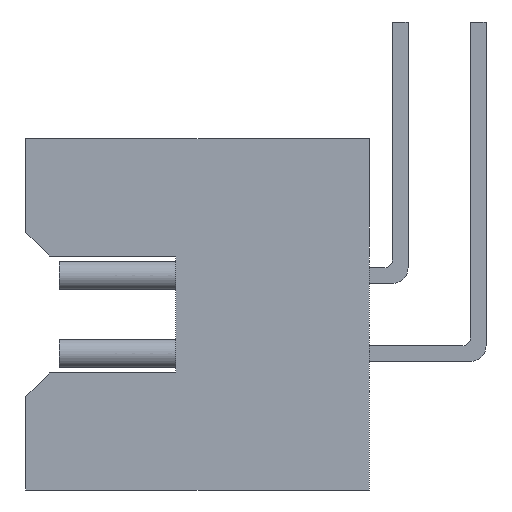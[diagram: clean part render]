
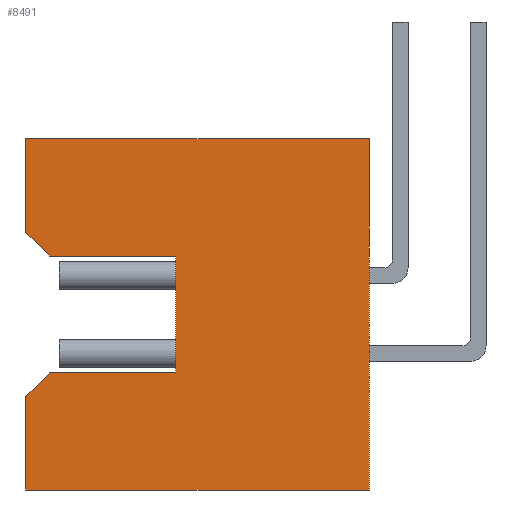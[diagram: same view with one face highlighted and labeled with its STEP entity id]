
A CAD part, left-side view. The second image highlights one B-rep face of the part: STEP entity #8491.
In plain terms, the highlighted planar face has unit normal (-1, 0, 0).
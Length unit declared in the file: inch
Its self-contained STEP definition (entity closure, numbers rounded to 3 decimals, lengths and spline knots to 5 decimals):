
#2523=ORIENTED_EDGE('',*,*,#3777,.T.);
#2524=ORIENTED_EDGE('',*,*,#3753,.T.);
#2525=ORIENTED_EDGE('',*,*,#3778,.F.);
#2526=ORIENTED_EDGE('',*,*,#3751,.F.);
#2527=ORIENTED_EDGE('',*,*,#3779,.T.);
#2528=ORIENTED_EDGE('',*,*,#3764,.F.);
#2529=ORIENTED_EDGE('',*,*,#3780,.T.);
#2530=ORIENTED_EDGE('',*,*,#3781,.T.);
#2531=ORIENTED_EDGE('',*,*,#3782,.F.);
#2532=ORIENTED_EDGE('',*,*,#3774,.F.);
#3751=EDGE_CURVE('',#4580,#4581,#5457,.T.);
#3753=EDGE_CURVE('',#4582,#4583,#5459,.T.);
#3764=EDGE_CURVE('',#4593,#4594,#5470,.T.);
#3774=EDGE_CURVE('',#4603,#4604,#5480,.T.);
#3777=EDGE_CURVE('',#4603,#4582,#5483,.T.);
#3778=EDGE_CURVE('',#4581,#4583,#5484,.T.);
#3779=EDGE_CURVE('',#4580,#4594,#5485,.T.);
#3780=EDGE_CURVE('',#4593,#4606,#5486,.T.);
#3781=EDGE_CURVE('',#4606,#4607,#5487,.T.);
#3782=EDGE_CURVE('',#4604,#4607,#5488,.T.);
#4580=VERTEX_POINT('',#13877);
#4581=VERTEX_POINT('',#13879);
#4582=VERTEX_POINT('',#13883);
#4583=VERTEX_POINT('',#13884);
#4593=VERTEX_POINT('',#13905);
#4594=VERTEX_POINT('',#13907);
#4603=VERTEX_POINT('',#13926);
#4604=VERTEX_POINT('',#13928);
#4606=VERTEX_POINT('',#13937);
#4607=VERTEX_POINT('',#13939);
#5457=LINE('',#13878,#6370);
#5459=LINE('',#13882,#6372);
#5470=LINE('',#13906,#6383);
#5480=LINE('',#13927,#6393);
#5483=LINE('',#13933,#6396);
#5484=LINE('',#13934,#6397);
#5485=LINE('',#13935,#6398);
#5486=LINE('',#13936,#6399);
#5487=LINE('',#13938,#6400);
#5488=LINE('',#13940,#6401);
#6370=VECTOR('',#11469,39.37008);
#6372=VECTOR('',#11473,39.37008);
#6383=VECTOR('',#11486,39.37008);
#6393=VECTOR('',#11498,39.37008);
#6396=VECTOR('',#11503,39.37008);
#6397=VECTOR('',#11504,39.37008);
#6398=VECTOR('',#11505,39.37008);
#6399=VECTOR('',#11506,39.37008);
#6400=VECTOR('',#11507,39.37008);
#6401=VECTOR('',#11508,39.37008);
#7039=EDGE_LOOP('',(#2523,#2524,#2525,#2526,#2527,#2528,#2529,#2530,#2531,
#2532));
#7643=FACE_BOUND('',#7039,.T.);
#8007=PLANE('',#9242);
#8491=ADVANCED_FACE('',(#7643),#8007,.F.);
#9242=AXIS2_PLACEMENT_3D('',#13932,#11501,#11502);
#11469=DIRECTION('',(0.,-1.,0.));
#11473=DIRECTION('',(0.,-1.,0.));
#11486=DIRECTION('',(0.,0.,1.));
#11498=DIRECTION('',(0.,0.,1.));
#11501=DIRECTION('',(1.,0.,0.));
#11502=DIRECTION('',(0.,0.,-1.));
#11503=DIRECTION('',(0.,-0.707,-0.707));
#11504=DIRECTION('',(0.,0.,1.));
#11505=DIRECTION('',(0.,0.707,-0.707));
#11506=DIRECTION('',(0.,-1.,0.));
#11507=DIRECTION('',(0.,0.,1.));
#11508=DIRECTION('',(0.,-1.,0.));
#13877=CARTESIAN_POINT('',(-0.5625,0.205,-0.0375));
#13878=CARTESIAN_POINT('',(-0.5625,0.316,-0.0375));
#13879=CARTESIAN_POINT('',(-0.5625,0.124,-0.0375));
#13882=CARTESIAN_POINT('',(-0.5625,0.316,0.0375));
#13883=CARTESIAN_POINT('',(-0.5625,0.205,0.0375));
#13884=CARTESIAN_POINT('',(-0.5625,0.124,0.0375));
#13905=CARTESIAN_POINT('',(-0.5625,0.22,-0.1125));
#13906=CARTESIAN_POINT('',(-0.5625,0.22,-0.1125));
#13907=CARTESIAN_POINT('',(-0.5625,0.22,-0.0525));
#13926=CARTESIAN_POINT('',(-0.5625,0.22,0.0525));
#13927=CARTESIAN_POINT('',(-0.5625,0.22,-0.1125));
#13928=CARTESIAN_POINT('',(-0.5625,0.22,0.1125));
#13932=CARTESIAN_POINT('',(-0.5625,0.22,-0.1125));
#13933=CARTESIAN_POINT('',(-0.5625,0.22,0.0525));
#13934=CARTESIAN_POINT('',(-0.5625,0.124,-0.0375));
#13935=CARTESIAN_POINT('',(-0.5625,0.205,-0.0375));
#13936=CARTESIAN_POINT('',(-0.5625,0.22,-0.1125));
#13937=CARTESIAN_POINT('',(-0.5625,0.,-0.1125));
#13938=CARTESIAN_POINT('',(-0.5625,0.,-0.1125));
#13939=CARTESIAN_POINT('',(-0.5625,0.,0.1125));
#13940=CARTESIAN_POINT('',(-0.5625,0.22,0.1125));
